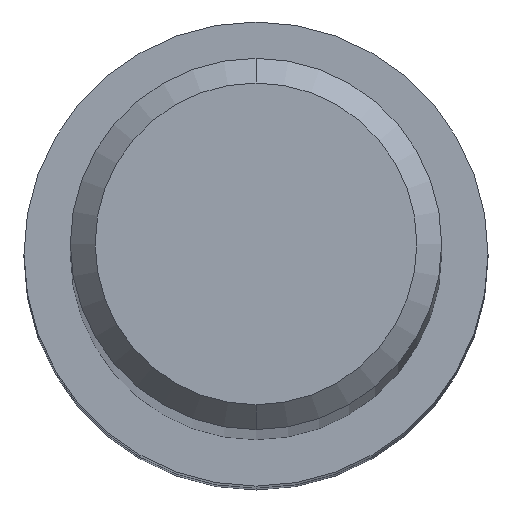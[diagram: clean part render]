
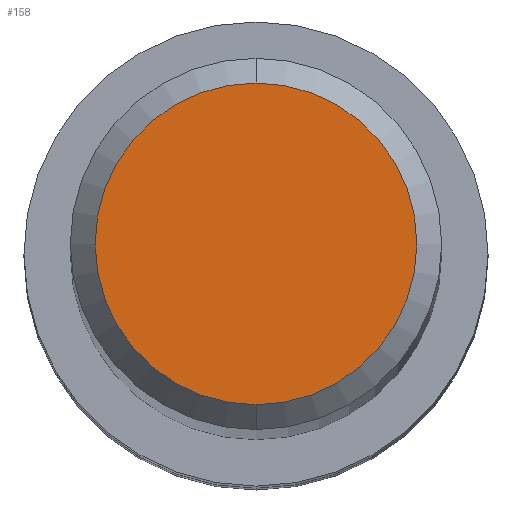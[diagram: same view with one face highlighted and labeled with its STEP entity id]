
A CAD part, top view. The second image highlights one B-rep face of the part: STEP entity #158.
In plain terms, the highlighted planar face has unit normal (0, 0, 1).
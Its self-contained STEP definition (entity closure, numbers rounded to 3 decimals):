
#124=VERTEX_POINT('',#268);
#132=EDGE_CURVE('',#156,#124,#277,.T.);
#156=VERTEX_POINT('',#304);
#158=ADVANCED_FACE('',(#306),#307,.T.);
#164=EDGE_CURVE('',#124,#156,#313,.T.);
#268=CARTESIAN_POINT('',(0.0,2.6,0.0));
#277=CIRCLE('',#435,2.6);
#304=CARTESIAN_POINT('',(0.,-2.6,0.0));
#306=FACE_OUTER_BOUND('',#467,.T.);
#307=PLANE('',#468);
#313=CIRCLE('',#477,2.6);
#435=AXIS2_PLACEMENT_3D('',#617,#618,#619);
#467=EDGE_LOOP('',(#657,#658));
#468=AXIS2_PLACEMENT_3D('',#659,#660,#661);
#477=AXIS2_PLACEMENT_3D('',#663,#664,#665);
#617=CARTESIAN_POINT('',(0.0,0.0,0.0));
#618=DIRECTION('',(0.0,0.0,-1.0));
#619=DIRECTION('',(0.0,1.0,0.0));
#657=ORIENTED_EDGE('',*,*,#164,.F.);
#658=ORIENTED_EDGE('',*,*,#132,.F.);
#659=CARTESIAN_POINT('',(0.0,1.3,0.0));
#660=DIRECTION('',(-0.0,0.0,1.0));
#661=DIRECTION('',(0.0,-1.0,0.0));
#663=CARTESIAN_POINT('',(0.0,0.0,0.0));
#664=DIRECTION('',(0.0,0.0,-1.0));
#665=DIRECTION('',(0.0,1.0,0.0));
